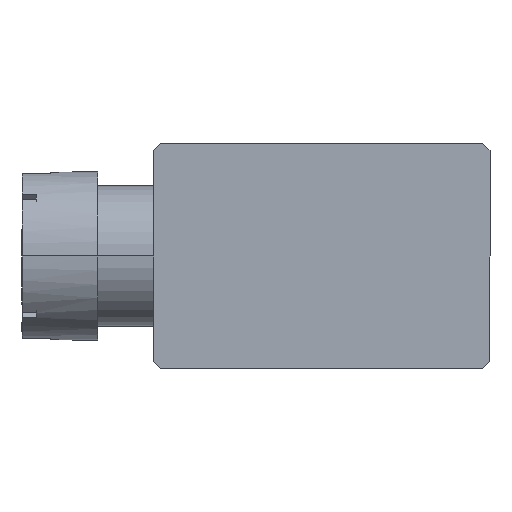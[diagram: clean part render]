
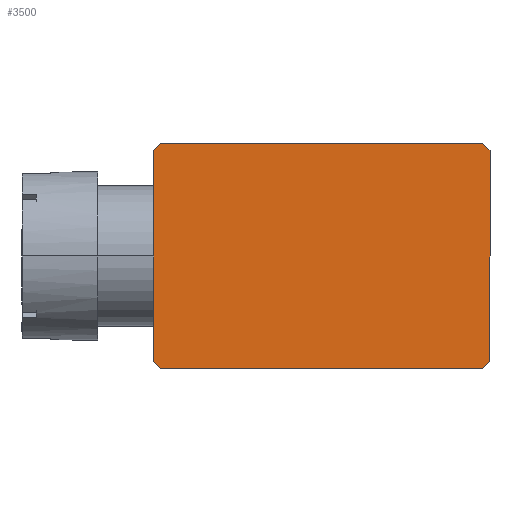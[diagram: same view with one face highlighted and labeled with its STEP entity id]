
A CAD part, left-side view. The second image highlights one B-rep face of the part: STEP entity #3500.
In plain terms, the highlighted face is planar.
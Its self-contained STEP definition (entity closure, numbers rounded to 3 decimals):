
#76 = VERTEX_POINT ( 'NONE', #606 ) ;
#77 = CARTESIAN_POINT ( 'NONE',  ( -3.875, -5.875, 21. ) ) ;
#90 = DIRECTION ( 'NONE',  ( 0.707, 0.707, 0. ) ) ;
#106 = DIRECTION ( 'NONE',  ( -0.707, 0.707, 0. ) ) ;
#202 = CARTESIAN_POINT ( 'NONE',  ( -9.875, -0.125, 21. ) ) ;
#208 = ORIENTED_EDGE ( 'NONE', *, *, #2565, .T. ) ;
#217 = ORIENTED_EDGE ( 'NONE', *, *, #964, .T. ) ;
#289 = CARTESIAN_POINT ( 'NONE',  ( 3.75, 6., 21. ) ) ;
#324 = EDGE_LOOP ( 'NONE', ( #484, #1340, #2674, #782, #2176, #3399, #217, #208 ) ) ;
#397 = VECTOR ( 'NONE', #1743, 1000. ) ;
#456 = DIRECTION ( 'NONE',  ( -0.707, -0.707, 0. ) ) ;
#484 = ORIENTED_EDGE ( 'NONE', *, *, #2447, .T. ) ;
#544 = LINE ( 'NONE', #3370, #1090 ) ;
#581 = LINE ( 'NONE', #2252, #1324 ) ;
#606 = CARTESIAN_POINT ( 'NONE',  ( 4., 5.75, 21. ) ) ;
#651 = VERTEX_POINT ( 'NONE', #2216 ) ;
#665 = VERTEX_POINT ( 'NONE', #3046 ) ;
#754 = CARTESIAN_POINT ( 'NONE',  ( 4., -5.75, 21. ) ) ;
#763 = VERTEX_POINT ( 'NONE', #289 ) ;
#776 = DIRECTION ( 'NONE',  ( 0., 1., 0. ) ) ;
#782 = ORIENTED_EDGE ( 'NONE', *, *, #2557, .T. ) ;
#814 = CARTESIAN_POINT ( 'NONE',  ( -4., -6., 21. ) ) ;
#817 = CARTESIAN_POINT ( 'NONE',  ( -3.75, 6., 21. ) ) ;
#825 = CARTESIAN_POINT ( 'NONE',  ( -4., -5.75, 21. ) ) ;
#964 = EDGE_CURVE ( 'NONE', #763, #1326, #2113, .T. ) ;
#974 = AXIS2_PLACEMENT_3D ( 'NONE', #2108, #1220, #2399 ) ;
#1090 = VECTOR ( 'NONE', #106, 1000. ) ;
#1111 = CARTESIAN_POINT ( 'NONE',  ( -4., 5.75, 21. ) ) ;
#1173 = FACE_OUTER_BOUND ( 'NONE', #324, .T. ) ;
#1220 = DIRECTION ( 'NONE',  ( 0., 0., 1. ) ) ;
#1278 = LINE ( 'NONE', #202, #2146 ) ;
#1306 = VERTEX_POINT ( 'NONE', #1111 ) ;
#1324 = VECTOR ( 'NONE', #776, 1000. ) ;
#1326 = VERTEX_POINT ( 'NONE', #817 ) ;
#1340 = ORIENTED_EDGE ( 'NONE', *, *, #2543, .T. ) ;
#1377 = VECTOR ( 'NONE', #90, 1000. ) ;
#1395 = VERTEX_POINT ( 'NONE', #825 ) ;
#1570 = VECTOR ( 'NONE', #3209, 1000. ) ;
#1743 = DIRECTION ( 'NONE',  ( 0.707, -0.707, 0. ) ) ;
#1785 = LINE ( 'NONE', #814, #3108 ) ;
#1816 = PLANE ( 'NONE',  #974 ) ;
#2108 = CARTESIAN_POINT ( 'NONE',  ( -4., -6., 21. ) ) ;
#2113 = LINE ( 'NONE', #2142, #1570 ) ;
#2142 = CARTESIAN_POINT ( 'NONE',  ( -4., 6., 21. ) ) ;
#2146 = VECTOR ( 'NONE', #456, 1000. ) ;
#2176 = ORIENTED_EDGE ( 'NONE', *, *, #2477, .T. ) ;
#2186 = CARTESIAN_POINT ( 'NONE',  ( -4., 6., 21. ) ) ;
#2216 = CARTESIAN_POINT ( 'NONE',  ( -3.75, -6., 21. ) ) ;
#2252 = CARTESIAN_POINT ( 'NONE',  ( 4., 6., 21. ) ) ;
#2338 = CARTESIAN_POINT ( 'NONE',  ( -0.125, -9.875, 21. ) ) ;
#2399 = DIRECTION ( 'NONE',  ( 1., 0., 0. ) ) ;
#2447 = EDGE_CURVE ( 'NONE', #1306, #1395, #3277, .T. ) ;
#2477 = EDGE_CURVE ( 'NONE', #2990, #76, #581, .T. ) ;
#2500 = EDGE_CURVE ( 'NONE', #651, #665, #1785, .T. ) ;
#2543 = EDGE_CURVE ( 'NONE', #1395, #651, #2704, .T. ) ;
#2557 = EDGE_CURVE ( 'NONE', #665, #2990, #2905, .T. ) ;
#2561 = EDGE_CURVE ( 'NONE', #76, #763, #544, .T. ) ;
#2565 = EDGE_CURVE ( 'NONE', #1326, #1306, #1278, .T. ) ;
#2674 = ORIENTED_EDGE ( 'NONE', *, *, #2500, .T. ) ;
#2704 = LINE ( 'NONE', #77, #397 ) ;
#2811 = VECTOR ( 'NONE', #3475, 1000. ) ;
#2848 = DIRECTION ( 'NONE',  ( 1., 0., 0. ) ) ;
#2905 = LINE ( 'NONE', #2338, #1377 ) ;
#2990 = VERTEX_POINT ( 'NONE', #754 ) ;
#3046 = CARTESIAN_POINT ( 'NONE',  ( 3.75, -6., 21. ) ) ;
#3108 = VECTOR ( 'NONE', #2848, 1000. ) ;
#3209 = DIRECTION ( 'NONE',  ( -1., 0., 0. ) ) ;
#3277 = LINE ( 'NONE', #2186, #2811 ) ;
#3370 = CARTESIAN_POINT ( 'NONE',  ( 5.875, 3.875, 21. ) ) ;
#3399 = ORIENTED_EDGE ( 'NONE', *, *, #2561, .T. ) ;
#3475 = DIRECTION ( 'NONE',  ( 0., -1., 0. ) ) ;
#3500 = ADVANCED_FACE ( 'NONE', ( #1173 ), #1816, .T. ) ;
